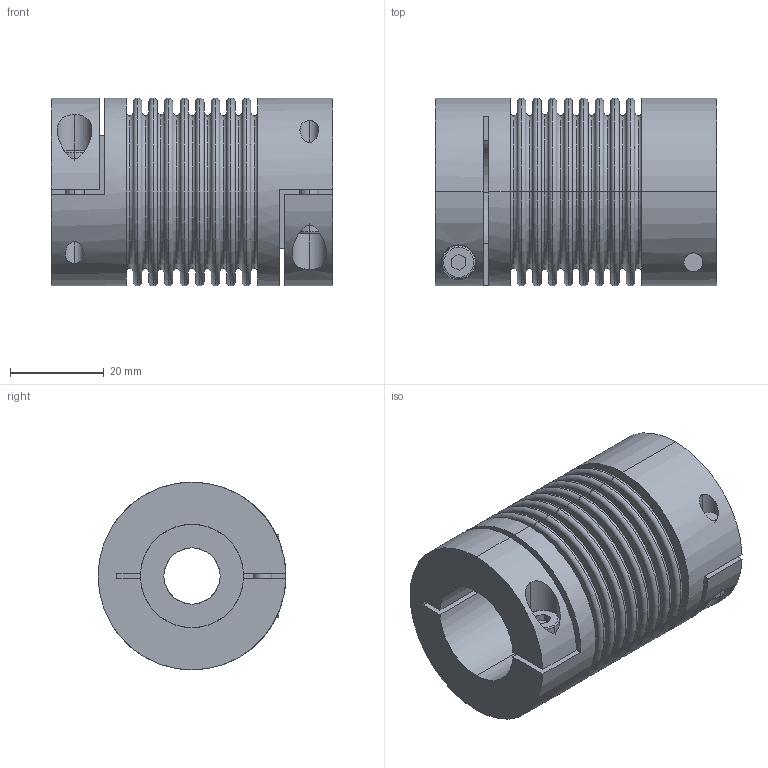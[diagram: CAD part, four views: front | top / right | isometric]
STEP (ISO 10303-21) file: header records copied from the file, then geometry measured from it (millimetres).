
FILE_DESCRIPTION(('STEP AP214'),'1');
FILE_NAME('cctmp_2DE452CC-AA24-4D07-8774-EDC1CF148D2F_2023_06_09_08_17_04_0243..stp','2023-06-09T06:17:04',('R+W Antriebselemente GmbH'),('CADClick - www.CADClick.com'),'Spatial InterOp 3D',' ','unknown authorization');
FILE_SCHEMA(('AUTOMOTIVE_DESIGN'));
Length unit declared in the file: millimetre
Products named in the file (1): MK2/100/60/22/12
Bounding box: 60 x 40.02 x 40.02 mm (x, y, z)
Volume: 46801.8 mm3; surface area: 23000.3 mm2
Topology: 1 solids, 1 shells, 166 faces, 370 edges, 234 vertices
Faces by surface type: torus 72, plane 58, cylinder 36
Entity records: 6306 total; most frequent: CARTESIAN_POINT 1027, DIRECTION 948, ORIENTED_EDGE 740, AXIS2_PLACEMENT_3D 419, EDGE_CURVE 370, CIRCLE 252, VERTEX_POINT 234, EDGE_LOOP 200
